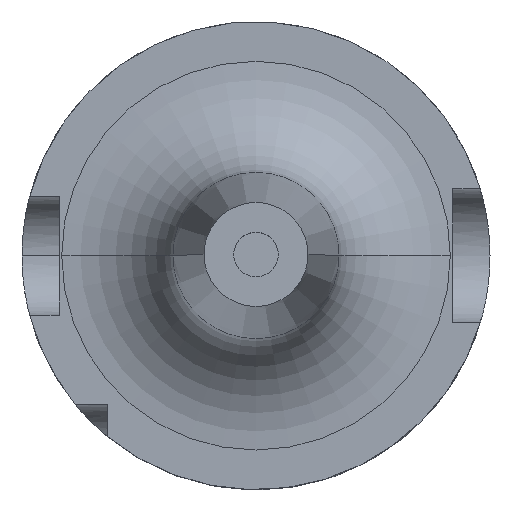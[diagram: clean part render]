
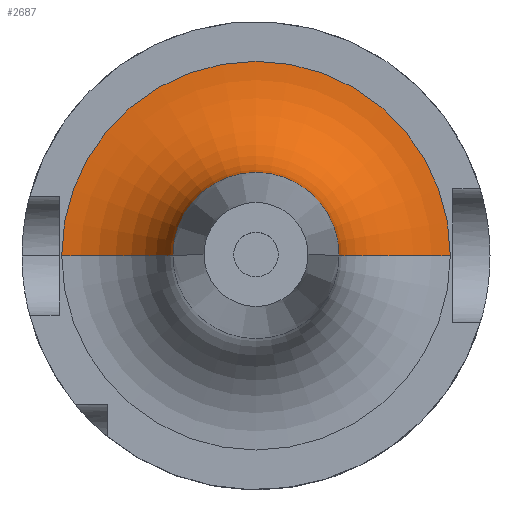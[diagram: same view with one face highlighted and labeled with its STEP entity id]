
A CAD part, top view. The second image highlights one B-rep face of the part: STEP entity #2687.
In plain terms, the highlighted toroidal (fillet/blend) face has major radius 26.161 mm and minor radius 15 mm.
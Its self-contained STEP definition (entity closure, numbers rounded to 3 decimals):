
#170 = DIRECTION ( 'NONE',  ( 0., 1., 0. ) ) ;
#260 = AXIS2_PLACEMENT_3D ( 'NONE', #1794, #3452, #1512 ) ;
#387 = DIRECTION ( 'NONE',  ( 0., 0., -1. ) ) ;
#505 = CIRCLE ( 'NONE', #260, 11.181 ) ;
#565 = CARTESIAN_POINT ( 'NONE',  ( 26.161, 0., 41. ) ) ;
#680 = AXIS2_PLACEMENT_3D ( 'NONE', #3615, #3594, #1665 ) ;
#683 = ORIENTED_EDGE ( 'NONE', *, *, #1090, .T. ) ;
#783 = CIRCLE ( 'NONE', #2595, 15. ) ;
#973 = DIRECTION ( 'NONE',  ( 0., -1., 0. ) ) ;
#1043 = DIRECTION ( 'NONE',  ( -1., 0., 0. ) ) ;
#1090 = EDGE_CURVE ( 'NONE', #3348, #1934, #783, .T. ) ;
#1121 = CARTESIAN_POINT ( 'NONE',  ( -26.161, 0., 26. ) ) ;
#1138 = EDGE_CURVE ( 'NONE', #1934, #2987, #505, .T. ) ;
#1370 = CARTESIAN_POINT ( 'NONE',  ( 0., 0., 26. ) ) ;
#1407 = ORIENTED_EDGE ( 'NONE', *, *, #1556, .F. ) ;
#1442 = TOROIDAL_SURFACE ( 'NONE', #680, 26.161, 15. ) ;
#1456 = CIRCLE ( 'NONE', #1714, 15. ) ;
#1512 = DIRECTION ( 'NONE',  ( -1., 0., 0. ) ) ;
#1556 = EDGE_CURVE ( 'NONE', #2801, #2987, #1456, .T. ) ;
#1665 = DIRECTION ( 'NONE',  ( -1., 0., 0. ) ) ;
#1714 = AXIS2_PLACEMENT_3D ( 'NONE', #565, #170, #3260 ) ;
#1794 = CARTESIAN_POINT ( 'NONE',  ( 0., 0., 40.215 ) ) ;
#1934 = VERTEX_POINT ( 'NONE', #2258 ) ;
#2191 = EDGE_CURVE ( 'NONE', #3348, #2801, #2245, .T. ) ;
#2245 = CIRCLE ( 'NONE', #2321, 26.161 ) ;
#2258 = CARTESIAN_POINT ( 'NONE',  ( -11.181, 0., 40.215 ) ) ;
#2303 = ORIENTED_EDGE ( 'NONE', *, *, #2191, .F. ) ;
#2321 = AXIS2_PLACEMENT_3D ( 'NONE', #1370, #387, #1043 ) ;
#2514 = EDGE_LOOP ( 'NONE', ( #1407, #2303, #683, #3132 ) ) ;
#2595 = AXIS2_PLACEMENT_3D ( 'NONE', #2917, #973, #2640 ) ;
#2640 = DIRECTION ( 'NONE',  ( 0., 0., -1. ) ) ;
#2687 = ADVANCED_FACE ( 'NONE', ( #3283 ), #1442, .F. ) ;
#2801 = VERTEX_POINT ( 'NONE', #3056 ) ;
#2917 = CARTESIAN_POINT ( 'NONE',  ( -26.161, 0., 41. ) ) ;
#2987 = VERTEX_POINT ( 'NONE', #3399 ) ;
#3056 = CARTESIAN_POINT ( 'NONE',  ( 26.161, 0., 26. ) ) ;
#3132 = ORIENTED_EDGE ( 'NONE', *, *, #1138, .T. ) ;
#3260 = DIRECTION ( 'NONE',  ( -1., 0., 0. ) ) ;
#3283 = FACE_OUTER_BOUND ( 'NONE', #2514, .T. ) ;
#3348 = VERTEX_POINT ( 'NONE', #1121 ) ;
#3399 = CARTESIAN_POINT ( 'NONE',  ( 11.181, 0., 40.215 ) ) ;
#3452 = DIRECTION ( 'NONE',  ( 0., 0., -1. ) ) ;
#3594 = DIRECTION ( 'NONE',  ( 0., 0., -1. ) ) ;
#3615 = CARTESIAN_POINT ( 'NONE',  ( 0., 0., 41. ) ) ;
